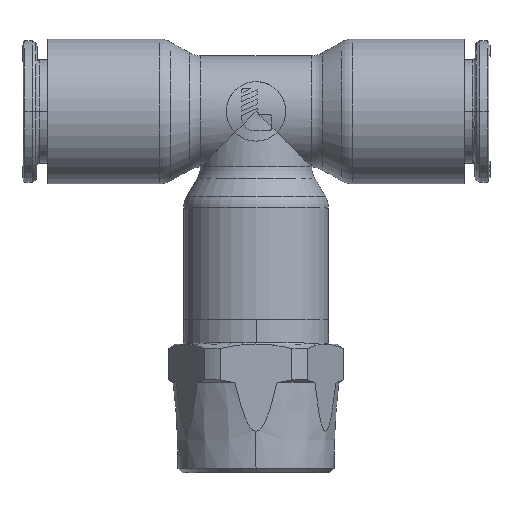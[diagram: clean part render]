
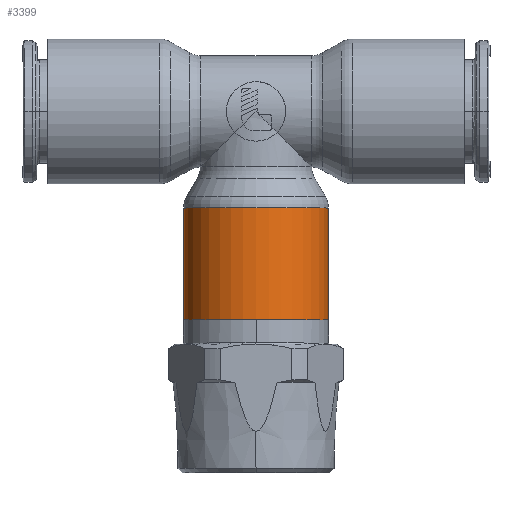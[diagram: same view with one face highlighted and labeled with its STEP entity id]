
A CAD part, top view. The second image highlights one B-rep face of the part: STEP entity #3399.
In plain terms, the highlighted cylindrical face has radius 9.49 mm (diameter 18.98 mm), a partial arc.
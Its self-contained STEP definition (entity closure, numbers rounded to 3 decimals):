
#3399=ADVANCED_FACE('',(#7199),#7200,.T.);
#7199=FACE_OUTER_BOUND('',#15986,.T.);
#7200=CYLINDRICAL_SURFACE('',#15987,9.49);
#15986=EDGE_LOOP('',(#27991,#27992,#27993,#27994));
#15987=AXIS2_PLACEMENT_3D('',#27995,#27996,#27997);
#27991=ORIENTED_EDGE('',*,*,#35766,.T.);
#27992=ORIENTED_EDGE('',*,*,#35767,.T.);
#27993=ORIENTED_EDGE('',*,*,#35768,.T.);
#27994=ORIENTED_EDGE('',*,*,#35769,.F.);
#27995=CARTESIAN_POINT('',(0.0,1.365,0.0));
#27996=DIRECTION('',(0.0,1.0,-0.0));
#27997=DIRECTION('',(-1.0,0.0,0.0));
#35766=EDGE_CURVE('',#41462,#42714,#42715,.T.);
#35767=EDGE_CURVE('',#42714,#42716,#42717,.T.);
#35768=EDGE_CURVE('',#42716,#41465,#42718,.T.);
#35769=EDGE_CURVE('',#41462,#41465,#42719,.T.);
#41462=VERTEX_POINT('',#54395);
#41465=VERTEX_POINT('',#54398);
#42714=VERTEX_POINT('',#57629);
#42715=LINE('',#57630,#57631);
#42716=VERTEX_POINT('',#57632);
#42717=CIRCLE('',#57633,9.49);
#42718=LINE('',#57634,#57635);
#42719=CIRCLE('',#57636,9.49);
#54395=CARTESIAN_POINT('',(-9.49,-12.654,0.0));
#54398=CARTESIAN_POINT('',(9.49,-12.654,0.));
#57629=CARTESIAN_POINT('',(-9.49,-27.3,0.0));
#57630=CARTESIAN_POINT('',(-9.49,-19.977,0.));
#57631=VECTOR('',#64270,1.0);
#57632=CARTESIAN_POINT('',(9.49,-27.3,0.));
#57633=AXIS2_PLACEMENT_3D('',#64271,#64272,#64273);
#57634=CARTESIAN_POINT('',(9.49,-19.977,0.));
#57635=VECTOR('',#64274,1.0);
#57636=AXIS2_PLACEMENT_3D('',#64275,#64276,#64277);
#64270=DIRECTION('',(-0.0,-1.0,-0.0));
#64271=CARTESIAN_POINT('',(0.0,-27.3,0.0));
#64272=DIRECTION('',(-0.0,1.0,0.0));
#64273=DIRECTION('',(1.0,0.0,0.0));
#64274=DIRECTION('',(0.0,1.0,-0.0));
#64275=CARTESIAN_POINT('',(0.0,-12.654,0.0));
#64276=DIRECTION('',(-0.0,1.0,0.0));
#64277=DIRECTION('',(1.0,0.0,0.0));
